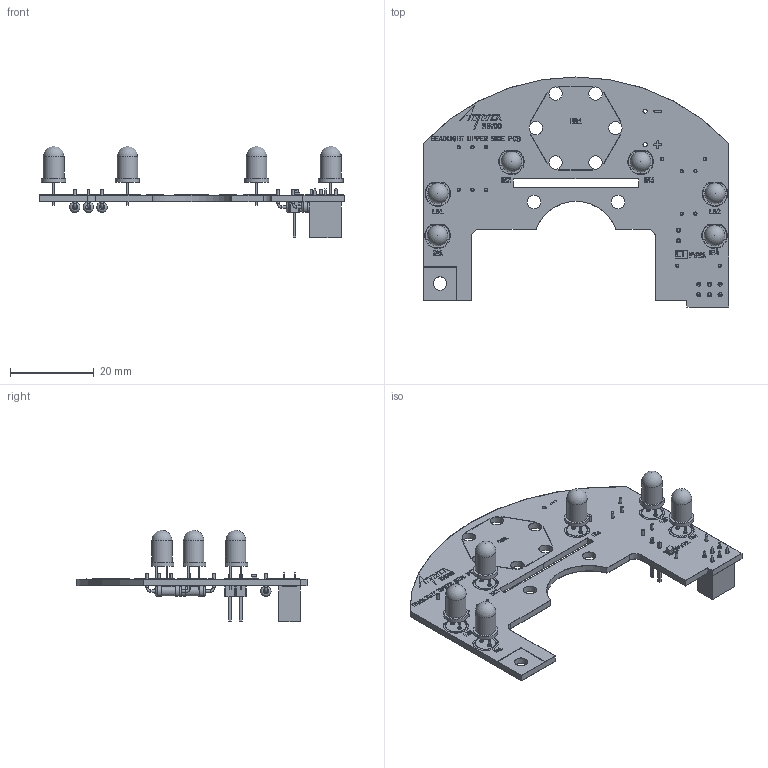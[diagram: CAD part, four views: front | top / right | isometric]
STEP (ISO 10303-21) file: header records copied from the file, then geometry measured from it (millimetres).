
FILE_DESCRIPTION(('KiCad electronic assembly'),'2;1');
FILE_NAME('headlight_upper_side.step','2025-06-12T09:08:31',('Pcbnew'),( 'Kicad'),'Open CASCADE STEP processor 7.8','KiCad to STEP converter' ,'Unknown');
FILE_SCHEMA(('AUTOMOTIVE_DESIGN { 1 0 10303 214 1 1 1 1 }'));
Length unit declared in the file: millimetre
Products named in the file (9): headlight_upper_side 1; LED_D5.0mm; LED_0805_2012Metric; R_Axial_DIN0207_L6.3mm_D2.5mm_P10.16mm_Horizontal; PinSocket_2x03_P2.54mm_Vertical; PinHeader_1x02_P2.54mm_Vertical; headlight_upper_side_silkscreen; headlight_upper_side_soldermask; headlight_upper_side_PCB
Assembly tree (19 placements, depth 2):
  headlight_upper_side 1
    LED_D5.0mm  x6
    LED_0805_2012Metric
    R_Axial_DIN0207_L6.3mm_D2.5mm_P10.16mm_Horizontal  x7
    PinSocket_2x03_P2.54mm_Vertical
    PinHeader_1x02_P2.54mm_Vertical
    headlight_upper_side_silkscreen
    headlight_upper_side_soldermask
    headlight_upper_side_PCB
Bounding box: 73 x 54.95 x 21.82 mm (x, y, z)
Volume: 5360.1 mm3; surface area: 13328.1 mm2
Topology: 17 solids, 115 shells, 649 faces, 3061 edges, 2601 vertices
Faces by surface type: plane 497, cylinder 118, torus 28, sphere 6
Full cylindrical faces by diameter (mm): 0.6 x28, 0.8 x14, 0.9 x12, 1 x10, 2.25 x7, 2.5 x14, 3.2 x9, 4.9 x6
Entity records: 31273 total; most frequent: CARTESIAN_POINT 5600, DIRECTION 4400, ORIENTED_EDGE 3669, EDGE_CURVE 2723, VERTEX_POINT 2390, LINE 2020, VECTOR 2020, AXIS2_PLACEMENT_3D 1190
